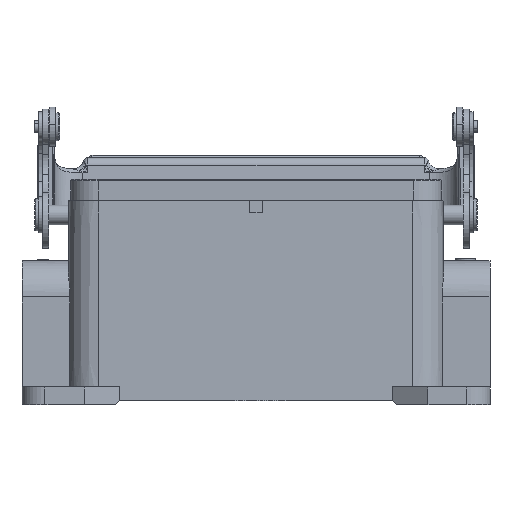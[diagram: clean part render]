
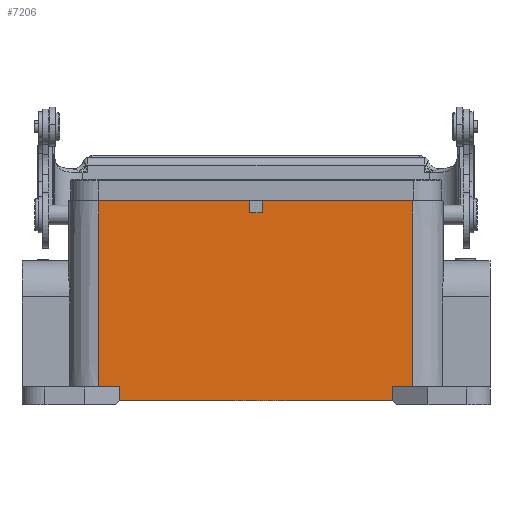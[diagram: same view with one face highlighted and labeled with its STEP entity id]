
A CAD part, front view. The second image highlights one B-rep face of the part: STEP entity #7206.
In plain terms, the highlighted planar face has unit normal (0, -1, 0.009).
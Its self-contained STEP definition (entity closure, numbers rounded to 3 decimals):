
#2725=LINE('',#41961,#4349);
#2726=LINE('',#41963,#4350);
#2738=LINE('',#42006,#4362);
#2743=LINE('',#42029,#4367);
#2750=LINE('',#42064,#4374);
#2779=LINE('',#42139,#4403);
#2782=LINE('',#42153,#4406);
#2789=LINE('',#42169,#4413);
#2923=LINE('',#42681,#4547);
#2936=LINE('',#42713,#4560);
#2938=LINE('',#42717,#4562);
#2939=LINE('',#42719,#4563);
#4349=VECTOR('',#30070,1.);
#4350=VECTOR('',#30073,1.);
#4362=VECTOR('',#30097,1.);
#4367=VECTOR('',#30110,1.);
#4374=VECTOR('',#30129,1.);
#4403=VECTOR('',#30202,1.);
#4406=VECTOR('',#30219,1.);
#4413=VECTOR('',#30230,1.);
#4547=VECTOR('',#30514,1.);
#4560=VECTOR('',#30547,1.);
#4562=VECTOR('',#30551,1.);
#4563=VECTOR('',#30554,1.);
#7206=ADVANCED_FACE('',(#8996),#7812,.T.);
#7812=PLANE('',#25228);
#8996=FACE_OUTER_BOUND('',#10416,.T.);
#10416=EDGE_LOOP('',(#17036,#17037,#17038,#17039,#17040,#17041,#17042,#17043,
#17044,#17045,#17046,#17047));
#17036=ORIENTED_EDGE('',*,*,#22705,.T.);
#17037=ORIENTED_EDGE('',*,*,#22689,.T.);
#17038=ORIENTED_EDGE('',*,*,#22507,.F.);
#17039=ORIENTED_EDGE('',*,*,#22499,.T.);
#17040=ORIENTED_EDGE('',*,*,#22492,.F.);
#17041=ORIENTED_EDGE('',*,*,#22708,.T.);
#17042=ORIENTED_EDGE('',*,*,#22454,.F.);
#17043=ORIENTED_EDGE('',*,*,#22442,.T.);
#17044=ORIENTED_EDGE('',*,*,#22433,.T.);
#17045=ORIENTED_EDGE('',*,*,#22417,.T.);
#17046=ORIENTED_EDGE('',*,*,#22416,.F.);
#17047=ORIENTED_EDGE('',*,*,#22707,.F.);
#19172=VERTEX_POINT('',#41958);
#19173=VERTEX_POINT('',#41960);
#19174=VERTEX_POINT('',#41964);
#19187=VERTEX_POINT('',#42007);
#19193=VERTEX_POINT('',#42030);
#19203=VERTEX_POINT('',#42065);
#19224=VERTEX_POINT('',#42134);
#19226=VERTEX_POINT('',#42138);
#19231=VERTEX_POINT('',#42154);
#19238=VERTEX_POINT('',#42170);
#19358=VERTEX_POINT('',#42682);
#19367=VERTEX_POINT('',#42714);
#22416=EDGE_CURVE('',#19173,#19172,#2725,.T.);
#22417=EDGE_CURVE('',#19174,#19172,#2726,.T.);
#22433=EDGE_CURVE('',#19187,#19174,#2738,.T.);
#22442=EDGE_CURVE('',#19193,#19187,#2743,.T.);
#22454=EDGE_CURVE('',#19193,#19203,#2750,.T.);
#22492=EDGE_CURVE('',#19226,#19224,#2779,.T.);
#22499=EDGE_CURVE('',#19231,#19224,#2782,.T.);
#22507=EDGE_CURVE('',#19231,#19238,#2789,.T.);
#22689=EDGE_CURVE('',#19358,#19238,#2923,.T.);
#22705=EDGE_CURVE('',#19367,#19358,#2936,.T.);
#22707=EDGE_CURVE('',#19367,#19173,#2938,.T.);
#22708=EDGE_CURVE('',#19226,#19203,#2939,.T.);
#25228=AXIS2_PLACEMENT_3D('',#42720,#30555,#30556);
#30070=DIRECTION('',(1.,0.,0.));
#30073=DIRECTION('',(0.,-0.009,-1.));
#30097=DIRECTION('',(-1.,0.,0.));
#30110=DIRECTION('',(0.,0.009,1.));
#30129=DIRECTION('',(-1.,0.,0.));
#30202=DIRECTION('',(-1.,0.,0.));
#30219=DIRECTION('',(0.,-0.009,-1.));
#30230=DIRECTION('',(-1.,0.,0.));
#30514=DIRECTION('',(0.,-0.009,-1.));
#30547=DIRECTION('',(-1.,0.,0.));
#30551=DIRECTION('',(0.,-0.009,-1.));
#30554=DIRECTION('',(0.,0.009,1.));
#30555=DIRECTION('',(0.,-1.,0.009));
#30556=DIRECTION('',(-1.,0.,0.));
#41958=CARTESIAN_POINT('',(1.6,-21.526,21.5));
#41960=CARTESIAN_POINT('',(-1.6,-21.526,21.5));
#41961=CARTESIAN_POINT('',(-1.6,-21.526,21.5));
#41963=CARTESIAN_POINT('',(1.6,-21.5,24.5));
#41964=CARTESIAN_POINT('',(1.6,-21.5,24.5));
#42006=CARTESIAN_POINT('',(39.25,-21.5,24.5));
#42007=CARTESIAN_POINT('',(39.25,-21.5,24.5));
#42029=CARTESIAN_POINT('',(39.25,-21.906,-22.));
#42030=CARTESIAN_POINT('',(39.25,-21.906,-22.));
#42064=CARTESIAN_POINT('',(39.25,-21.906,-22.));
#42065=CARTESIAN_POINT('',(34.,-21.906,-22.));
#42134=CARTESIAN_POINT('',(-34.,-21.936,-25.5));
#42138=CARTESIAN_POINT('',(34.,-21.936,-25.5));
#42139=CARTESIAN_POINT('',(34.,-21.936,-25.5));
#42153=CARTESIAN_POINT('',(-34.,-21.906,-22.));
#42154=CARTESIAN_POINT('',(-34.,-21.906,-22.));
#42169=CARTESIAN_POINT('',(-34.,-21.906,-22.));
#42170=CARTESIAN_POINT('',(-39.25,-21.906,-22.));
#42681=CARTESIAN_POINT('',(-39.25,-21.5,24.5));
#42682=CARTESIAN_POINT('',(-39.25,-21.5,24.5));
#42713=CARTESIAN_POINT('',(-1.6,-21.5,24.5));
#42714=CARTESIAN_POINT('',(-1.6,-21.5,24.5));
#42717=CARTESIAN_POINT('',(-1.6,-21.5,24.5));
#42719=CARTESIAN_POINT('',(34.,-21.936,-25.5));
#42720=CARTESIAN_POINT('',(-41.628,-21.5,24.5));
